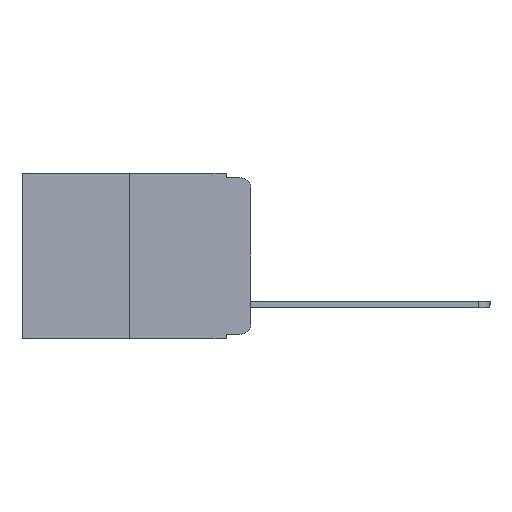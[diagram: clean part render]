
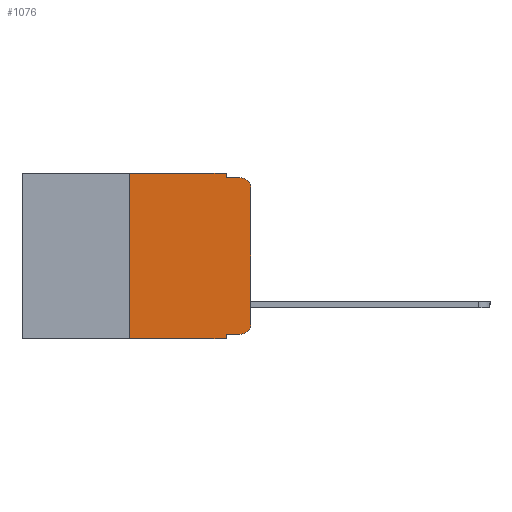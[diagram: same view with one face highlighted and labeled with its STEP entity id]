
A CAD part, left-side view. The second image highlights one B-rep face of the part: STEP entity #1076.
In plain terms, the highlighted planar face has unit normal (-1, 0, 0).
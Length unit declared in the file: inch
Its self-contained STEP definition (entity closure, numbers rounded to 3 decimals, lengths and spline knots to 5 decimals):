
#579 = DIRECTION ( 'NONE',  ( 0., -1., 0. ) ) ;
#631 = CARTESIAN_POINT ( 'NONE',  ( 0., 0.02, -0.313 ) ) ;
#1017 = VERTEX_POINT ( 'NONE', #2446 ) ;
#1076 = ADVANCED_FACE ( 'NONE', ( #1209 ), #14154, .F. ) ;
#1107 = EDGE_CURVE ( 'NONE', #12889, #3389, #8427, .T. ) ;
#1209 = FACE_OUTER_BOUND ( 'NONE', #8647, .T. ) ;
#1296 = CARTESIAN_POINT ( 'NONE',  ( 0., 0.051, -0.333 ) ) ;
#2346 = VECTOR ( 'NONE', #2372, 39.37008 ) ;
#2347 = DIRECTION ( 'NONE',  ( -1., 0., 0. ) ) ;
#2372 = DIRECTION ( 'NONE',  ( 0., -1., 0. ) ) ;
#2446 = CARTESIAN_POINT ( 'NONE',  ( 0., 0.02, -0.333 ) ) ;
#2565 = ORIENTED_EDGE ( 'NONE', *, *, #3077, .F. ) ;
#2628 = DIRECTION ( 'NONE',  ( 1., 0., 0. ) ) ;
#2760 = DIRECTION ( 'NONE',  ( 0., 0., 1. ) ) ;
#2831 = LINE ( 'NONE', #8626, #15707 ) ;
#3077 = EDGE_CURVE ( 'NONE', #6108, #4071, #6193, .T. ) ;
#3283 = VECTOR ( 'NONE', #15692, 39.37008 ) ;
#3348 = DIRECTION ( 'NONE',  ( 0., 0., 1. ) ) ;
#3353 = EDGE_CURVE ( 'NONE', #7012, #4869, #11613, .T. ) ;
#3389 = VERTEX_POINT ( 'NONE', #4192 ) ;
#3435 = CARTESIAN_POINT ( 'NONE',  ( 0., 0.25, 0. ) ) ;
#3439 = ORIENTED_EDGE ( 'NONE', *, *, #16727, .F. ) ;
#3445 = AXIS2_PLACEMENT_3D ( 'NONE', #8054, #2628, #8240 ) ;
#3974 = DIRECTION ( 'NONE',  ( 0., 0., -1. ) ) ;
#4071 = VERTEX_POINT ( 'NONE', #5553 ) ;
#4192 = CARTESIAN_POINT ( 'NONE',  ( 0., 0.051, -0.343 ) ) ;
#4673 = DIRECTION ( 'NONE',  ( 0., 0., -1. ) ) ;
#4685 = ORIENTED_EDGE ( 'NONE', *, *, #8806, .F. ) ;
#4869 = VERTEX_POINT ( 'NONE', #16954 ) ;
#4945 = EDGE_CURVE ( 'NONE', #15312, #3389, #2831, .T. ) ;
#5030 = ORIENTED_EDGE ( 'NONE', *, *, #3353, .T. ) ;
#5553 = CARTESIAN_POINT ( 'NONE',  ( 0., 0.051, 0. ) ) ;
#6108 = VERTEX_POINT ( 'NONE', #9692 ) ;
#6193 = LINE ( 'NONE', #7813, #9850 ) ;
#6221 = EDGE_CURVE ( 'NONE', #12889, #1017, #12378, .T. ) ;
#6224 = CIRCLE ( 'NONE', #7135, 0.02 ) ;
#6340 = VECTOR ( 'NONE', #6772, 39.37008 ) ;
#6370 = CARTESIAN_POINT ( 'NONE',  ( 0., 0.02, -0.03 ) ) ;
#6455 = VERTEX_POINT ( 'NONE', #17989 ) ;
#6514 = ORIENTED_EDGE ( 'NONE', *, *, #6221, .T. ) ;
#6772 = DIRECTION ( 'NONE',  ( 0., -1., 0. ) ) ;
#6855 = AXIS2_PLACEMENT_3D ( 'NONE', #631, #2347, #8148 ) ;
#7012 = VERTEX_POINT ( 'NONE', #7342 ) ;
#7083 = CARTESIAN_POINT ( 'NONE',  ( 0., 0.25, -0.343 ) ) ;
#7135 = AXIS2_PLACEMENT_3D ( 'NONE', #6370, #7710, #4673 ) ;
#7342 = CARTESIAN_POINT ( 'NONE',  ( 0., 0., -0.313 ) ) ;
#7627 = ORIENTED_EDGE ( 'NONE', *, *, #17375, .F. ) ;
#7710 = DIRECTION ( 'NONE',  ( -1., 0., 0. ) ) ;
#7813 = CARTESIAN_POINT ( 'NONE',  ( 0., 0.473, 0. ) ) ;
#8054 = CARTESIAN_POINT ( 'NONE',  ( 0., 0.473, 0. ) ) ;
#8148 = DIRECTION ( 'NONE',  ( 0., 0., -1. ) ) ;
#8161 = ORIENTED_EDGE ( 'NONE', *, *, #12227, .T. ) ;
#8240 = DIRECTION ( 'NONE',  ( 0., 0., -1. ) ) ;
#8253 = VERTEX_POINT ( 'NONE', #14515 ) ;
#8427 = LINE ( 'NONE', #17039, #9233 ) ;
#8626 = CARTESIAN_POINT ( 'NONE',  ( 0., 0.473, -0.343 ) ) ;
#8647 = EDGE_LOOP ( 'NONE', ( #5030, #8161, #4685, #3439, #2565, #7627, #10374, #11189, #6514, #9874 ) ) ;
#8806 = EDGE_CURVE ( 'NONE', #6455, #8253, #9921, .T. ) ;
#9233 = VECTOR ( 'NONE', #3974, 39.37008 ) ;
#9692 = CARTESIAN_POINT ( 'NONE',  ( 0., 0.25, 0. ) ) ;
#9850 = VECTOR ( 'NONE', #579, 39.37008 ) ;
#9874 = ORIENTED_EDGE ( 'NONE', *, *, #12870, .T. ) ;
#9921 = LINE ( 'NONE', #15744, #6340 ) ;
#10374 = ORIENTED_EDGE ( 'NONE', *, *, #4945, .T. ) ;
#10582 = LINE ( 'NONE', #3435, #17627 ) ;
#10771 = VECTOR ( 'NONE', #2760, 39.37008 ) ;
#11189 = ORIENTED_EDGE ( 'NONE', *, *, #1107, .F. ) ;
#11307 = LINE ( 'NONE', #14617, #3283 ) ;
#11613 = LINE ( 'NONE', #15823, #10771 ) ;
#12227 = EDGE_CURVE ( 'NONE', #4869, #8253, #6224, .T. ) ;
#12378 = LINE ( 'NONE', #15417, #2346 ) ;
#12870 = EDGE_CURVE ( 'NONE', #1017, #7012, #14152, .T. ) ;
#12889 = VERTEX_POINT ( 'NONE', #1296 ) ;
#12938 = DIRECTION ( 'NONE',  ( 0., -1., 0. ) ) ;
#14152 = CIRCLE ( 'NONE', #6855, 0.02 ) ;
#14154 = PLANE ( 'NONE',  #3445 ) ;
#14515 = CARTESIAN_POINT ( 'NONE',  ( 0., 0.02, -0.01 ) ) ;
#14617 = CARTESIAN_POINT ( 'NONE',  ( 0., 0.051, 0. ) ) ;
#15312 = VERTEX_POINT ( 'NONE', #7083 ) ;
#15417 = CARTESIAN_POINT ( 'NONE',  ( 0., 0.051, -0.333 ) ) ;
#15692 = DIRECTION ( 'NONE',  ( 0., 0., -1. ) ) ;
#15707 = VECTOR ( 'NONE', #12938, 39.37008 ) ;
#15744 = CARTESIAN_POINT ( 'NONE',  ( 0., 0.051, -0.01 ) ) ;
#15823 = CARTESIAN_POINT ( 'NONE',  ( 0., 0., 0. ) ) ;
#16727 = EDGE_CURVE ( 'NONE', #4071, #6455, #11307, .T. ) ;
#16954 = CARTESIAN_POINT ( 'NONE',  ( 0., 0., -0.03 ) ) ;
#17039 = CARTESIAN_POINT ( 'NONE',  ( 0., 0.051, 0. ) ) ;
#17375 = EDGE_CURVE ( 'NONE', #15312, #6108, #10582, .T. ) ;
#17627 = VECTOR ( 'NONE', #3348, 39.37008 ) ;
#17989 = CARTESIAN_POINT ( 'NONE',  ( 0., 0.051, -0.01 ) ) ;
